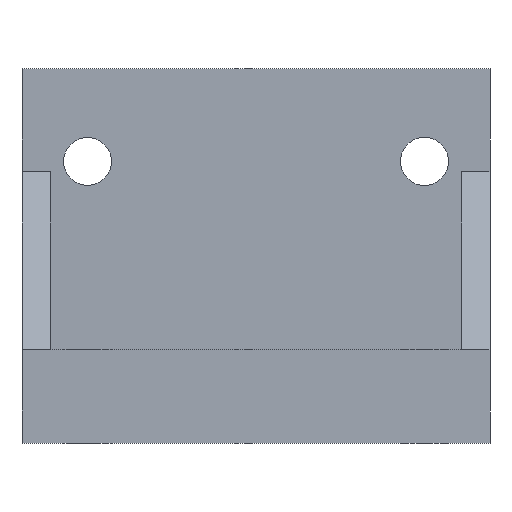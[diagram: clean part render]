
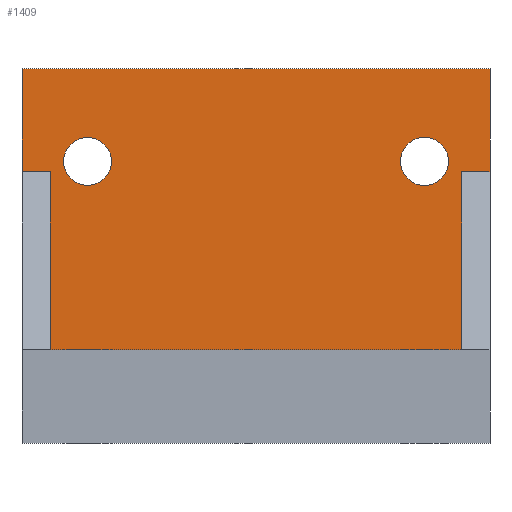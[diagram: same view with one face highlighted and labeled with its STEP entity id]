
A CAD part, front view. The second image highlights one B-rep face of the part: STEP entity #1409.
In plain terms, the highlighted planar face has unit normal (0, -1, 0).
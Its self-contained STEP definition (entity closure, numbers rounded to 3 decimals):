
#244 = VERTEX_POINT('',#245);
#245 = CARTESIAN_POINT('',(0.,-24.919,10.));
#259 = PLANE('',#260);
#260 = AXIS2_PLACEMENT_3D('',#261,#262,#263);
#261 = CARTESIAN_POINT('',(25.,-29.5,10.));
#262 = DIRECTION('',(-0.,-0.,-1.));
#263 = DIRECTION('',(-1.,0.,0.));
#285 = PLANE('',#286);
#286 = AXIS2_PLACEMENT_3D('',#287,#288,#289);
#287 = CARTESIAN_POINT('',(0.,-24.919,10.));
#288 = DIRECTION('',(-1.,0.,0.));
#289 = DIRECTION('',(0.,1.,0.));
#326 = VERTEX_POINT('',#327);
#327 = CARTESIAN_POINT('',(50.,-24.919,10.));
#341 = PLANE('',#342);
#342 = AXIS2_PLACEMENT_3D('',#343,#344,#345);
#343 = CARTESIAN_POINT('',(50.,-14.919,10.));
#344 = DIRECTION('',(1.,0.,0.));
#345 = DIRECTION('',(0.,-1.,0.));
#624 = EDGE_CURVE('',#244,#625,#627,.T.);
#625 = VERTEX_POINT('',#626);
#626 = CARTESIAN_POINT('',(0.,-24.919,40.));
#627 = SURFACE_CURVE('',#628,(#632,#639),.PCURVE_S1.);
#628 = LINE('',#629,#630);
#629 = CARTESIAN_POINT('',(0.,-24.919,10.));
#630 = VECTOR('',#631,1.);
#631 = DIRECTION('',(0.,0.,1.));
#632 = PCURVE('',#285,#633);
#633 = DEFINITIONAL_REPRESENTATION('',(#634),#638);
#634 = LINE('',#635,#636);
#635 = CARTESIAN_POINT('',(0.,0.));
#636 = VECTOR('',#637,1.);
#637 = DIRECTION('',(0.,-1.));
#638 = ( GEOMETRIC_REPRESENTATION_CONTEXT(2) 
PARAMETRIC_REPRESENTATION_CONTEXT() REPRESENTATION_CONTEXT('2D SPACE',''
  ) );
#639 = PCURVE('',#640,#645);
#640 = PLANE('',#641);
#641 = AXIS2_PLACEMENT_3D('',#642,#643,#644);
#642 = CARTESIAN_POINT('',(50.,-24.919,10.));
#643 = DIRECTION('',(0.,-1.,0.));
#644 = DIRECTION('',(-1.,0.,0.));
#645 = DEFINITIONAL_REPRESENTATION('',(#646),#650);
#646 = LINE('',#647,#648);
#647 = CARTESIAN_POINT('',(50.,0.));
#648 = VECTOR('',#649,1.);
#649 = DIRECTION('',(0.,-1.));
#650 = ( GEOMETRIC_REPRESENTATION_CONTEXT(2) 
PARAMETRIC_REPRESENTATION_CONTEXT() REPRESENTATION_CONTEXT('2D SPACE',''
  ) );
#668 = PLANE('',#669);
#669 = AXIS2_PLACEMENT_3D('',#670,#671,#672);
#670 = CARTESIAN_POINT('',(25.,-19.919,40.));
#671 = DIRECTION('',(-0.,-0.,-1.));
#672 = DIRECTION('',(-1.,0.,0.));
#870 = EDGE_CURVE('',#326,#244,#871,.T.);
#871 = SURFACE_CURVE('',#872,(#876,#883),.PCURVE_S1.);
#872 = LINE('',#873,#874);
#873 = CARTESIAN_POINT('',(50.,-24.919,10.));
#874 = VECTOR('',#875,1.);
#875 = DIRECTION('',(-1.,0.,0.));
#876 = PCURVE('',#259,#877);
#877 = DEFINITIONAL_REPRESENTATION('',(#878),#882);
#878 = LINE('',#879,#880);
#879 = CARTESIAN_POINT('',(-25.,4.581));
#880 = VECTOR('',#881,1.);
#881 = DIRECTION('',(1.,0.));
#882 = ( GEOMETRIC_REPRESENTATION_CONTEXT(2) 
PARAMETRIC_REPRESENTATION_CONTEXT() REPRESENTATION_CONTEXT('2D SPACE',''
  ) );
#883 = PCURVE('',#640,#884);
#884 = DEFINITIONAL_REPRESENTATION('',(#885),#889);
#885 = LINE('',#886,#887);
#886 = CARTESIAN_POINT('',(0.,-0.));
#887 = VECTOR('',#888,1.);
#888 = DIRECTION('',(1.,0.));
#889 = ( GEOMETRIC_REPRESENTATION_CONTEXT(2) 
PARAMETRIC_REPRESENTATION_CONTEXT() REPRESENTATION_CONTEXT('2D SPACE',''
  ) );
#1214 = VERTEX_POINT('',#1215);
#1215 = CARTESIAN_POINT('',(50.,-24.919,40.));
#1236 = EDGE_CURVE('',#326,#1214,#1237,.T.);
#1237 = SURFACE_CURVE('',#1238,(#1242,#1249),.PCURVE_S1.);
#1238 = LINE('',#1239,#1240);
#1239 = CARTESIAN_POINT('',(50.,-24.919,10.));
#1240 = VECTOR('',#1241,1.);
#1241 = DIRECTION('',(0.,0.,1.));
#1242 = PCURVE('',#341,#1243);
#1243 = DEFINITIONAL_REPRESENTATION('',(#1244),#1248);
#1244 = LINE('',#1245,#1246);
#1245 = CARTESIAN_POINT('',(10.,0.));
#1246 = VECTOR('',#1247,1.);
#1247 = DIRECTION('',(0.,-1.));
#1248 = ( GEOMETRIC_REPRESENTATION_CONTEXT(2) 
PARAMETRIC_REPRESENTATION_CONTEXT() REPRESENTATION_CONTEXT('2D SPACE',''
  ) );
#1249 = PCURVE('',#640,#1250);
#1250 = DEFINITIONAL_REPRESENTATION('',(#1251),#1255);
#1251 = LINE('',#1252,#1253);
#1252 = CARTESIAN_POINT('',(0.,-0.));
#1253 = VECTOR('',#1254,1.);
#1254 = DIRECTION('',(0.,-1.));
#1255 = ( GEOMETRIC_REPRESENTATION_CONTEXT(2) 
PARAMETRIC_REPRESENTATION_CONTEXT() REPRESENTATION_CONTEXT('2D SPACE',''
  ) );
#1363 = CYLINDRICAL_SURFACE('',#1364,2.557);
#1364 = AXIS2_PLACEMENT_3D('',#1365,#1366,#1367);
#1365 = CARTESIAN_POINT('',(7.,-24.919,30.108));
#1366 = DIRECTION('',(0.,-1.,0.));
#1367 = DIRECTION('',(1.,0.,0.));
#1398 = CYLINDRICAL_SURFACE('',#1399,2.572);
#1399 = AXIS2_PLACEMENT_3D('',#1400,#1401,#1402);
#1400 = CARTESIAN_POINT('',(43.,-24.919,30.108));
#1401 = DIRECTION('',(0.,-1.,0.));
#1402 = DIRECTION('',(1.,0.,0.));
#1409 = ADVANCED_FACE('',(#1410,#1436,#1462),#640,.T.);
#1410 = FACE_BOUND('',#1411,.T.);
#1411 = EDGE_LOOP('',(#1412,#1413,#1434,#1435));
#1412 = ORIENTED_EDGE('',*,*,#1236,.T.);
#1413 = ORIENTED_EDGE('',*,*,#1414,.T.);
#1414 = EDGE_CURVE('',#1214,#625,#1415,.T.);
#1415 = SURFACE_CURVE('',#1416,(#1420,#1427),.PCURVE_S1.);
#1416 = LINE('',#1417,#1418);
#1417 = CARTESIAN_POINT('',(50.,-24.919,40.));
#1418 = VECTOR('',#1419,1.);
#1419 = DIRECTION('',(-1.,0.,0.));
#1420 = PCURVE('',#640,#1421);
#1421 = DEFINITIONAL_REPRESENTATION('',(#1422),#1426);
#1422 = LINE('',#1423,#1424);
#1423 = CARTESIAN_POINT('',(0.,-30.));
#1424 = VECTOR('',#1425,1.);
#1425 = DIRECTION('',(1.,0.));
#1426 = ( GEOMETRIC_REPRESENTATION_CONTEXT(2) 
PARAMETRIC_REPRESENTATION_CONTEXT() REPRESENTATION_CONTEXT('2D SPACE',''
  ) );
#1427 = PCURVE('',#668,#1428);
#1428 = DEFINITIONAL_REPRESENTATION('',(#1429),#1433);
#1429 = LINE('',#1430,#1431);
#1430 = CARTESIAN_POINT('',(-25.,-5.));
#1431 = VECTOR('',#1432,1.);
#1432 = DIRECTION('',(1.,0.));
#1433 = ( GEOMETRIC_REPRESENTATION_CONTEXT(2) 
PARAMETRIC_REPRESENTATION_CONTEXT() REPRESENTATION_CONTEXT('2D SPACE',''
  ) );
#1434 = ORIENTED_EDGE('',*,*,#624,.F.);
#1435 = ORIENTED_EDGE('',*,*,#870,.F.);
#1436 = FACE_BOUND('',#1437,.T.);
#1437 = EDGE_LOOP('',(#1438));
#1438 = ORIENTED_EDGE('',*,*,#1439,.F.);
#1439 = EDGE_CURVE('',#1440,#1440,#1442,.T.);
#1440 = VERTEX_POINT('',#1441);
#1441 = CARTESIAN_POINT('',(45.572,-24.919,30.108));
#1442 = SURFACE_CURVE('',#1443,(#1448,#1455),.PCURVE_S1.);
#1443 = CIRCLE('',#1444,2.572);
#1444 = AXIS2_PLACEMENT_3D('',#1445,#1446,#1447);
#1445 = CARTESIAN_POINT('',(43.,-24.919,30.108));
#1446 = DIRECTION('',(0.,-1.,0.));
#1447 = DIRECTION('',(1.,0.,0.));
#1448 = PCURVE('',#640,#1449);
#1449 = DEFINITIONAL_REPRESENTATION('',(#1450),#1454);
#1450 = CIRCLE('',#1451,2.572);
#1451 = AXIS2_PLACEMENT_2D('',#1452,#1453);
#1452 = CARTESIAN_POINT('',(7.,-20.108));
#1453 = DIRECTION('',(-1.,-0.));
#1454 = ( GEOMETRIC_REPRESENTATION_CONTEXT(2) 
PARAMETRIC_REPRESENTATION_CONTEXT() REPRESENTATION_CONTEXT('2D SPACE',''
  ) );
#1455 = PCURVE('',#1398,#1456);
#1456 = DEFINITIONAL_REPRESENTATION('',(#1457),#1461);
#1457 = LINE('',#1458,#1459);
#1458 = CARTESIAN_POINT('',(0.,0.));
#1459 = VECTOR('',#1460,1.);
#1460 = DIRECTION('',(1.,0.));
#1461 = ( GEOMETRIC_REPRESENTATION_CONTEXT(2) 
PARAMETRIC_REPRESENTATION_CONTEXT() REPRESENTATION_CONTEXT('2D SPACE',''
  ) );
#1462 = FACE_BOUND('',#1463,.T.);
#1463 = EDGE_LOOP('',(#1464));
#1464 = ORIENTED_EDGE('',*,*,#1465,.F.);
#1465 = EDGE_CURVE('',#1466,#1466,#1468,.T.);
#1466 = VERTEX_POINT('',#1467);
#1467 = CARTESIAN_POINT('',(9.557,-24.919,30.108));
#1468 = SURFACE_CURVE('',#1469,(#1474,#1481),.PCURVE_S1.);
#1469 = CIRCLE('',#1470,2.557);
#1470 = AXIS2_PLACEMENT_3D('',#1471,#1472,#1473);
#1471 = CARTESIAN_POINT('',(7.,-24.919,30.108));
#1472 = DIRECTION('',(0.,-1.,0.));
#1473 = DIRECTION('',(1.,0.,0.));
#1474 = PCURVE('',#640,#1475);
#1475 = DEFINITIONAL_REPRESENTATION('',(#1476),#1480);
#1476 = CIRCLE('',#1477,2.557);
#1477 = AXIS2_PLACEMENT_2D('',#1478,#1479);
#1478 = CARTESIAN_POINT('',(43.,-20.108));
#1479 = DIRECTION('',(-1.,-0.));
#1480 = ( GEOMETRIC_REPRESENTATION_CONTEXT(2) 
PARAMETRIC_REPRESENTATION_CONTEXT() REPRESENTATION_CONTEXT('2D SPACE',''
  ) );
#1481 = PCURVE('',#1363,#1482);
#1482 = DEFINITIONAL_REPRESENTATION('',(#1483),#1487);
#1483 = LINE('',#1484,#1485);
#1484 = CARTESIAN_POINT('',(0.,0.));
#1485 = VECTOR('',#1486,1.);
#1486 = DIRECTION('',(1.,0.));
#1487 = ( GEOMETRIC_REPRESENTATION_CONTEXT(2) 
PARAMETRIC_REPRESENTATION_CONTEXT() REPRESENTATION_CONTEXT('2D SPACE',''
  ) );
